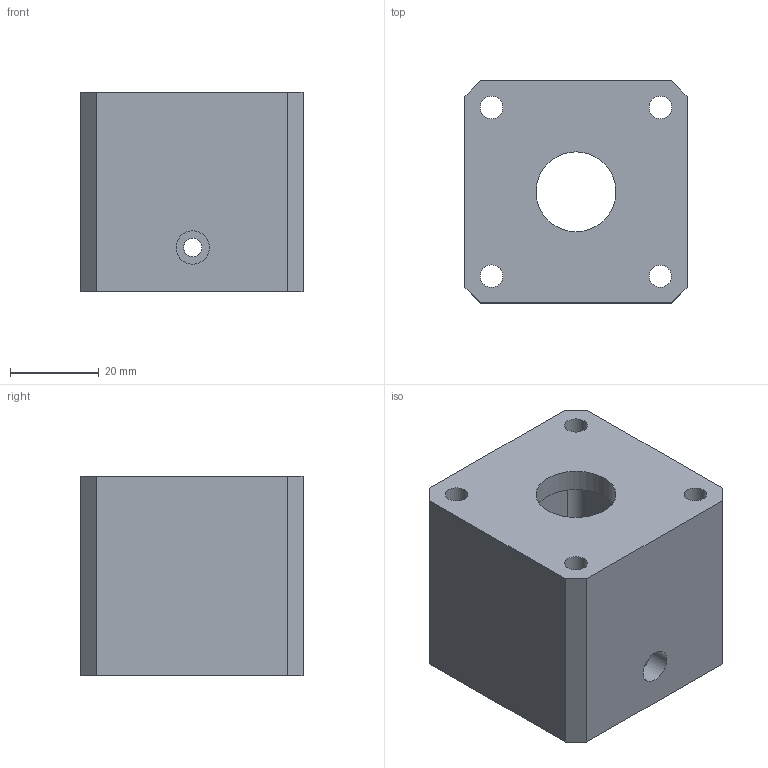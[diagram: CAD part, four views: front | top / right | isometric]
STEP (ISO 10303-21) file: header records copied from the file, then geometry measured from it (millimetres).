
FILE_DESCRIPTION(/* description */ (''),/* implementation_level */ '2;1');
FILE_NAME(/* name */ 'Part_Bottom_Blue.stp',/* time_stamp */ '2022-09-08T12:55:25+01:00',/* author */ ('romanp'),/* organization */ (''),/* preprocessor_version */ 'ST-DEVELOPER v19',/* originating_system */ 'Autodesk Inventor 2023',/* authorisation */ '');
FILE_SCHEMA (('AUTOMOTIVE_DESIGN { 1 0 10303 214 3 1 1 }'));
Length unit declared in the file: millimetre
Products named in the file (1): Part1
Bounding box: 50 x 50 x 45 mm (x, y, z)
Volume: 63707.7 mm3; surface area: 22556.2 mm2
Topology: 1 solids, 1 shells, 38 faces, 87 edges, 58 vertices
Faces by surface type: plane 21, cylinder 17
Full cylindrical faces by diameter (mm): 4.1 x2, 5 x1, 5.1 x3, 7.5 x2, 8.6 x4, 18 x1
Entity records: 1156 total; most frequent: DIRECTION 199, CARTESIAN_POINT 184, ORIENTED_EDGE 174, EDGE_CURVE 87, AXIS2_PLACEMENT_3D 73, EDGE_LOOP 59, VERTEX_POINT 58, LINE 53
